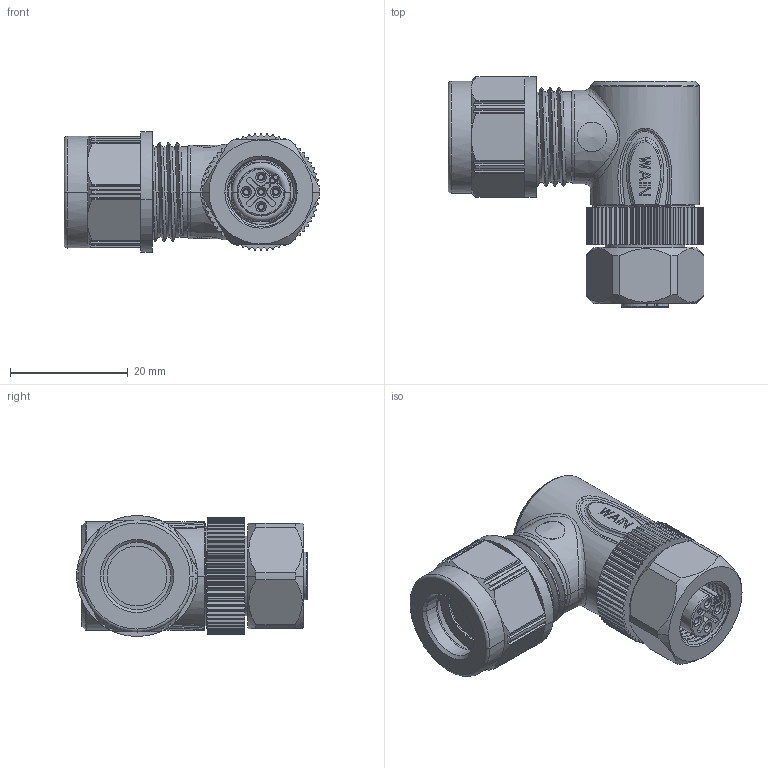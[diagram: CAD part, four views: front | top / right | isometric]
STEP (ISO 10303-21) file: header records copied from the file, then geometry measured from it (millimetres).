
FILE_DESCRIPTION((''),'2;1');
FILE_NAME('PRT0001','2021-01-06T',('zh.su'),(''),'PRO/ENGINEER BY PARAMETRIC TECHNOLOGY CORPORATION, 2012480','PRO/ENGINEER BY PARAMETRIC TECHNOLOGY CORPORATION, 2012480','');
FILE_SCHEMA(('CONFIG_CONTROL_DESIGN'));
Length unit declared in the file: millimetre
Products named in the file (1): PRT0001
Bounding box: 43.42 x 39.15 x 20.49 mm (x, y, z)
Volume: 15573.8 mm3; surface area: 6857 mm2
Topology: 1 solids, 1 shells, 785 faces, 2246 edges, 1497 vertices
Faces by surface type: plane 351, cylinder 235, cone 106, bspline 56, torus 30, extrusion 5, sphere 2
Entity records: 35043 total; most frequent: CARTESIAN_POINT 15077, ORIENTED_EDGE 4488, DIRECTION 3844, EDGE_CURVE 2244, VERTEX_POINT 1497, AXIS2_PLACEMENT_3D 1437, VECTOR 970, LINE 965
